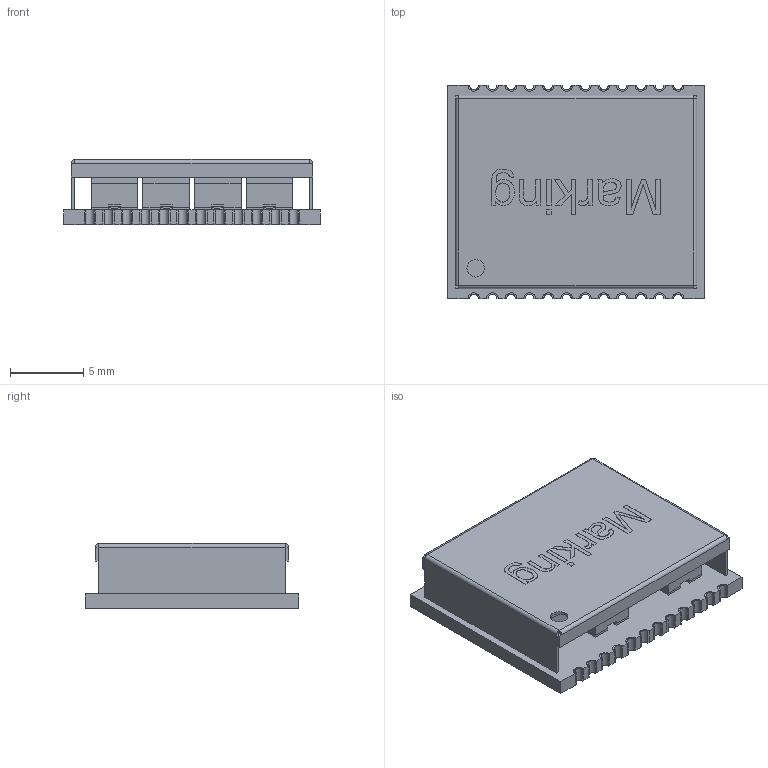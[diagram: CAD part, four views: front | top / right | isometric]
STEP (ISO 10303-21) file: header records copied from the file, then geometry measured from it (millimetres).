
FILE_DESCRIPTION( ( 'Unknown' ), '1' );
FILE_NAME( '749020310.stp', 'Unknown', ( 'Unknown' ), ( 'Unknown' ), 'PSStep 19.0.9', 'Unknown', ' ' );
FILE_SCHEMA( ( 'AUTOMOTIVE_DESIGN { 1 0 10303 214 1 1 1 1 }' ) );
Length unit declared in the file: millimetre
Products named in the file (42): 744231xxx; Gehäuse; Boden; Lötfläche; 744235xxx; base; ferrite; pins; Assem1; PCB; PCB-Contacts; shielding-cover
Assembly tree (50 placements, depth 3):
  Assem1
    PCB
    PCB-Contacts
    PCB-Contacts
    PCB-Contacts
    PCB-Contacts
    PCB-Contacts
    PCB-Contacts
    PCB-Contacts
    PCB-Contacts
    PCB-Contacts
    PCB-Contacts
    PCB-Contacts
    PCB-Contacts
    PCB-Contacts
    PCB-Contacts
    PCB-Contacts
    PCB-Contacts
    PCB-Contacts
    PCB-Contacts
    PCB-Contacts
    PCB-Contacts
    PCB-Contacts
    PCB-Contacts
    PCB-Contacts
    PCB-Contacts
    shielding-cover
    744231xxx  x4
      Gehäuse
      Gehäuse
      Gehäuse
      Boden
      Lötfläche
    744235xxx  x4
      base
      base
      base
      ferrite
      pins
      pins
      pins
      pins
Bounding box: 17.53 x 14.6 x 4.45 mm (x, y, z)
Volume: 467.1 mm3; surface area: 2003.4 mm2
Topology: 90 solids, 90 shells, 1781 faces, 3822 edges, 2231 vertices
Faces by surface type: plane 756, cylinder 577, torus 272, bspline 160, extrusion 16
Full cylindrical faces by diameter (mm): 0.05 x232, 0.1 x184, 1.2 x1
Entity records: 33074 total; most frequent: CARTESIAN_POINT 8902, DIRECTION 3585, ORIENTED_EDGE 3206, EDGE_CURVE 1603, AXIS2_PLACEMENT_3D 1290, VERTEX_POINT 1102, EDGE_LOOP 1029, FACE_OUTER_BOUND 1017
